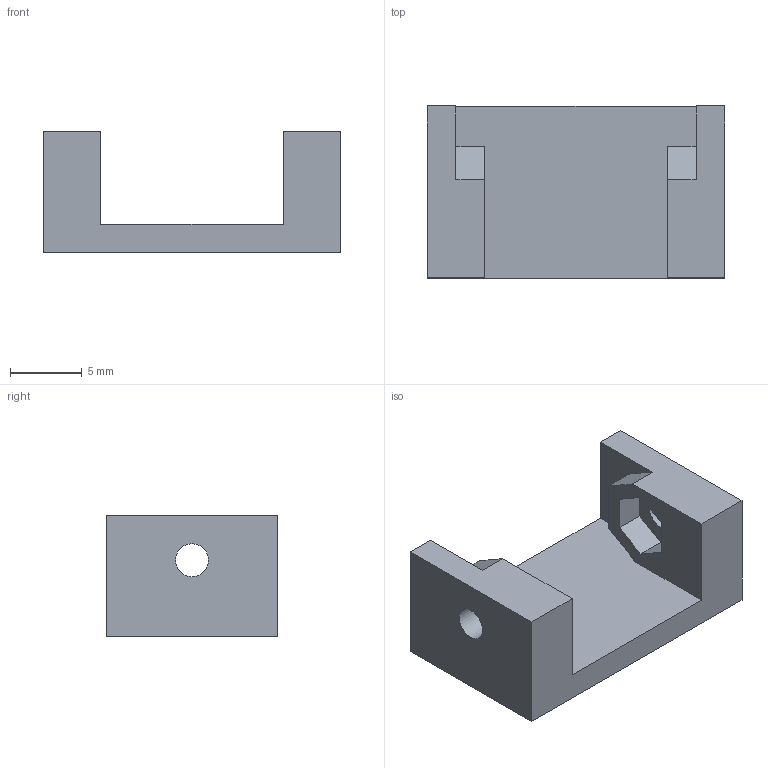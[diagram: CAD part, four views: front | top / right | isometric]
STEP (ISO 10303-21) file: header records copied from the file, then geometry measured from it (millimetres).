
FILE_DESCRIPTION(/* description */ (''),/* implementation_level */ '2;1');
FILE_NAME(/* name */ 'Camera-Mount-Pivot.step',/* time_stamp */ '2025-09-20T22:45:19+06:00',/* author */ (''),/* organization */ (''),/* preprocessor_version */ 'ST-DEVELOPER v20.1',/* originating_system */ 'Autodesk Translation Framework v14.17.0.0',/* authorisation */ '');
FILE_SCHEMA (('AUTOMOTIVE_DESIGN { 1 0 10303 214 3 1 1 }'));
Length unit declared in the file: millimetre
Products named in the file (1): Configuration 1
Bounding box: 20.76 x 12 x 8.5 mm (x, y, z)
Volume: 956.2 mm3; surface area: 1128.7 mm2
Topology: 1 solids, 1 shells, 34 faces, 90 edges, 60 vertices
Faces by surface type: plane 32, cylinder 2
Full cylindrical faces by diameter (mm): 2.3 x2
Entity records: 1096 total; most frequent: CARTESIAN_POINT 185, ORIENTED_EDGE 180, DIRECTION 164, EDGE_CURVE 90, LINE 86, VECTOR 86, VERTEX_POINT 60, EDGE_LOOP 40
